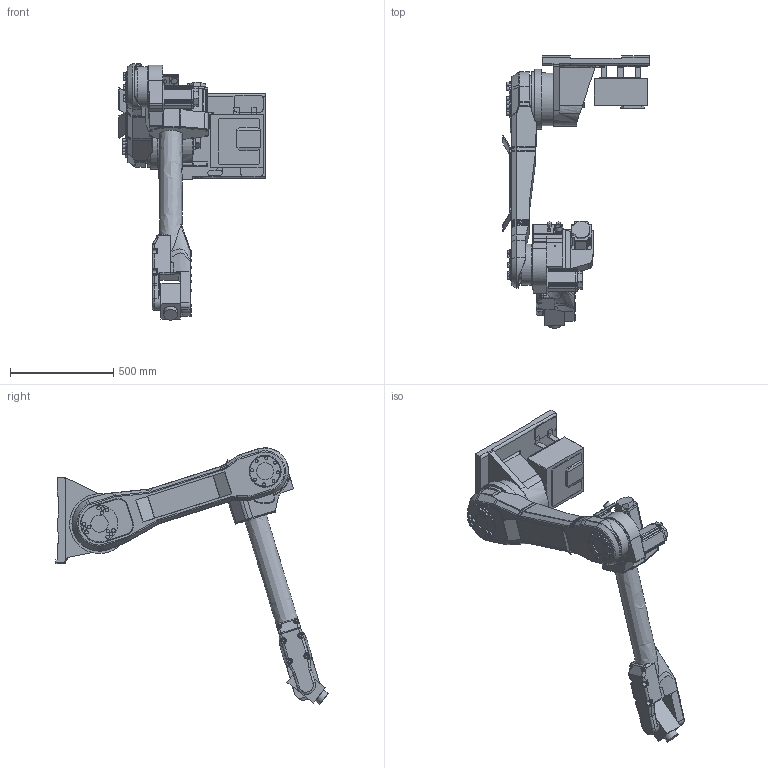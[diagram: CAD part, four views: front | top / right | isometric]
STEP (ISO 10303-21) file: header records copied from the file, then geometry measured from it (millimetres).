
FILE_DESCRIPTION(('FreeCAD Model'),'2;1');
FILE_NAME('Open CASCADE Shape Model','2025-05-02T20:04:32',('FreeCAD'),( 'FreeCAD'),'Open CASCADE STEP processor 7.6','FreeCAD','Unknown');
FILE_SCHEMA(('AUTOMOTIVE_DESIGN { 1 0 10303 214 1 1 1 1 }'));
Products named in the file (1): Open CASCADE STEP translator 7.6 1
Bounding box: 710.03 x 1318.72 x 1241.87 mm (x, y, z)
Volume: 71116517.1 mm3; surface area: 3328967.1 mm2
Topology: 6 solids, 6 shells, 1250 faces, 3219 edges, 2020 vertices
Faces by surface type: bspline 1250
Entity records: 44444 total; most frequent: CARTESIAN_POINT 26132, ORIENTED_EDGE 6384, EDGE_CURVE 3192, B_SPLINE_CURVE_WITH_KNOTS 2135, VERTEX_POINT 2020, FACE_BOUND 1338, EDGE_LOOP 1338, ADVANCED_FACE 1250
